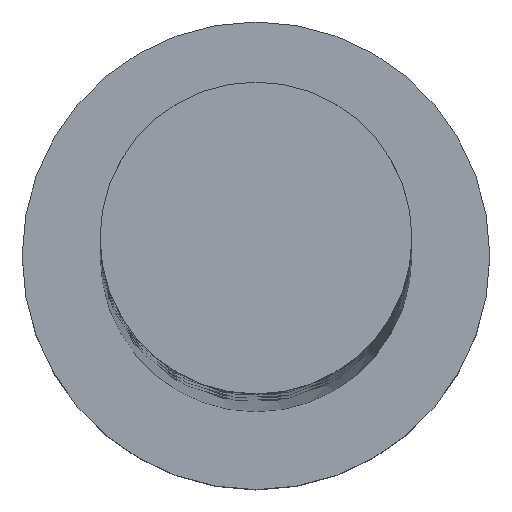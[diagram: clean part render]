
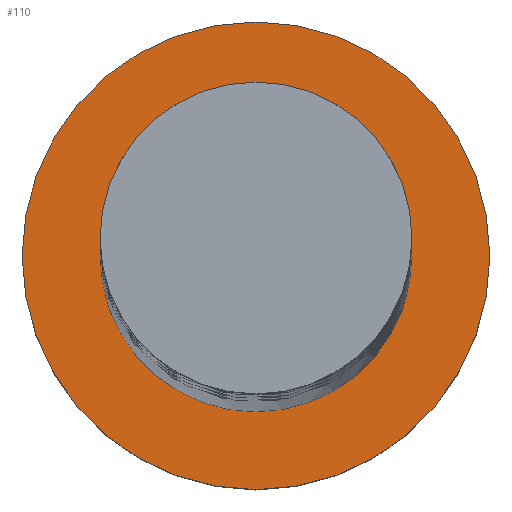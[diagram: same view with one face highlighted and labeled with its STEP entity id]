
A CAD part, top view. The second image highlights one B-rep face of the part: STEP entity #110.
In plain terms, the highlighted planar face has unit normal (0, 0, 1).
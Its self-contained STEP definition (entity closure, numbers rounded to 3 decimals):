
#27 = EDGE_CURVE ( 'NONE', #939, #1883, #108, .T. ) ;
#46 = FACE_OUTER_BOUND ( 'NONE', #401, .T. ) ;
#108 = CIRCLE ( 'NONE', #525, 9. ) ;
#110 = ADVANCED_FACE ( 'NONE', ( #1773, #46 ), #1285, .T. ) ;
#152 = DIRECTION ( 'NONE',  ( 1., 0., 0. ) ) ;
#160 = CARTESIAN_POINT ( 'NONE',  ( 9., 0., 7. ) ) ;
#173 = DIRECTION ( 'NONE',  ( 0., 0., 1. ) ) ;
#180 = DIRECTION ( 'NONE',  ( 1., 0., 0. ) ) ;
#199 = CIRCLE ( 'NONE', #1831, 6. ) ;
#401 = EDGE_LOOP ( 'NONE', ( #1070, #1351 ) ) ;
#447 = DIRECTION ( 'NONE',  ( 0., 0., 1. ) ) ;
#469 = VERTEX_POINT ( 'NONE', #532 ) ;
#494 = CARTESIAN_POINT ( 'NONE',  ( -6., 0., 7. ) ) ;
#525 = AXIS2_PLACEMENT_3D ( 'NONE', #1729, #173, #775 ) ;
#532 = CARTESIAN_POINT ( 'NONE',  ( 6., 0., 7. ) ) ;
#661 = AXIS2_PLACEMENT_3D ( 'NONE', #1227, #447, #152 ) ;
#768 = AXIS2_PLACEMENT_3D ( 'NONE', #1428, #818, #180 ) ;
#775 = DIRECTION ( 'NONE',  ( 1., 0., 0. ) ) ;
#818 = DIRECTION ( 'NONE',  ( 0., 0., 1. ) ) ;
#821 = DIRECTION ( 'NONE',  ( 0., 0., 1. ) ) ;
#831 = CARTESIAN_POINT ( 'NONE',  ( -9., 0., 7. ) ) ;
#879 = EDGE_CURVE ( 'NONE', #1688, #469, #1151, .T. ) ;
#939 = VERTEX_POINT ( 'NONE', #160 ) ;
#982 = DIRECTION ( 'NONE',  ( 1., 0., 0. ) ) ;
#992 = CIRCLE ( 'NONE', #1762, 9. ) ;
#1070 = ORIENTED_EDGE ( 'NONE', *, *, #1114, .T. ) ;
#1103 = DIRECTION ( 'NONE',  ( 0., 0., 1. ) ) ;
#1114 = EDGE_CURVE ( 'NONE', #1883, #939, #992, .T. ) ;
#1151 = CIRCLE ( 'NONE', #661, 6. ) ;
#1223 = ORIENTED_EDGE ( 'NONE', *, *, #1865, .F. ) ;
#1227 = CARTESIAN_POINT ( 'NONE',  ( 0., 0., 7. ) ) ;
#1285 = PLANE ( 'NONE',  #768 ) ;
#1351 = ORIENTED_EDGE ( 'NONE', *, *, #27, .T. ) ;
#1428 = CARTESIAN_POINT ( 'NONE',  ( 0., 0., 7. ) ) ;
#1566 = ORIENTED_EDGE ( 'NONE', *, *, #879, .F. ) ;
#1581 = DIRECTION ( 'NONE',  ( 1., 0., 0. ) ) ;
#1688 = VERTEX_POINT ( 'NONE', #494 ) ;
#1729 = CARTESIAN_POINT ( 'NONE',  ( 0., 0., 7. ) ) ;
#1750 = CARTESIAN_POINT ( 'NONE',  ( 0., 0., 7. ) ) ;
#1762 = AXIS2_PLACEMENT_3D ( 'NONE', #1750, #1103, #982 ) ;
#1773 = FACE_BOUND ( 'NONE', #2007, .T. ) ;
#1831 = AXIS2_PLACEMENT_3D ( 'NONE', #1906, #821, #1581 ) ;
#1865 = EDGE_CURVE ( 'NONE', #469, #1688, #199, .T. ) ;
#1883 = VERTEX_POINT ( 'NONE', #831 ) ;
#1906 = CARTESIAN_POINT ( 'NONE',  ( 0., 0., 7. ) ) ;
#2007 = EDGE_LOOP ( 'NONE', ( #1566, #1223 ) ) ;
